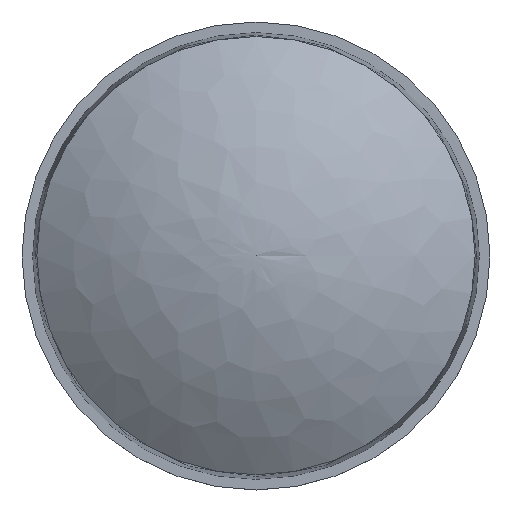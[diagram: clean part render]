
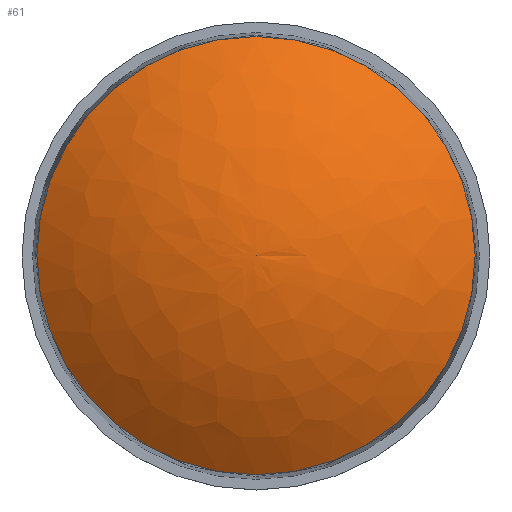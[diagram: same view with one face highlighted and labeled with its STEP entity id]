
A CAD part, top view. The second image highlights one B-rep face of the part: STEP entity #61.
In plain terms, the highlighted free-form (B-spline) face has degree [3, 3] with [15, 4] control points.
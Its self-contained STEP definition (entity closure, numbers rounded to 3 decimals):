
#22=FACE_OUTER_BOUND('',#27,.T.);
#27=EDGE_LOOP('',(#50,#51,#52));
#35=B_SPLINE_CURVE_WITH_KNOTS('',3,(#158,#159,#160,#161),.UNSPECIFIED.,
 .F.,.F.,(4,4),(0.,1.),.UNSPECIFIED.);
#36=CIRCLE('',#68,5.15);
#40=VERTEX_POINT('',#155);
#41=VERTEX_POINT('',#157);
#45=EDGE_CURVE('',#40,#40,#36,.T.);
#46=EDGE_CURVE('',#40,#41,#35,.T.);
#50=ORIENTED_EDGE('',*,*,#45,.F.);
#51=ORIENTED_EDGE('',*,*,#46,.T.);
#52=ORIENTED_EDGE('',*,*,#46,.F.);
#60=B_SPLINE_SURFACE_WITH_KNOTS('',3,3,((#95,#96,#97,#98),(#99,#100,#101,
#102),(#103,#104,#105,#106),(#107,#108,#109,#110),(#111,#112,#113,#114),
(#115,#116,#117,#118),(#119,#120,#121,#122),(#123,#124,#125,#126),(#127,
#128,#129,#130),(#131,#132,#133,#134),(#135,#136,#137,#138),(#139,#140,
#141,#142),(#143,#144,#145,#146),(#147,#148,#149,#150),(#151,#152,#153,
#154)),.UNSPECIFIED.,.T.,.F.,.F.,(4,1,1,1,1,1,1,1,1,1,1,1,4),(4,4),(0.,
0.083,0.167,0.25,0.333,0.417,
0.5,0.583,0.667,0.75,0.833,0.917,
1.),(0.,1.),.UNSPECIFIED.);
#61=ADVANCED_FACE('',(#22),#60,.F.);
#68=AXIS2_PLACEMENT_3D('',#156,#78,#79);
#78=DIRECTION('center_axis',(0.,0.,-1.));
#79=DIRECTION('ref_axis',(1.,0.,0.));
#95=CARTESIAN_POINT('Ctrl Pts',(5.15,0.,5.));
#96=CARTESIAN_POINT('Ctrl Pts',(3.434,0.,6.2));
#97=CARTESIAN_POINT('Ctrl Pts',(1.717,0.,6.8));
#98=CARTESIAN_POINT('Ctrl Pts',(0.,0.,6.8));
#99=CARTESIAN_POINT('Ctrl Pts',(5.15,-0.898,5.));
#100=CARTESIAN_POINT('Ctrl Pts',(3.433,-0.599,6.2));
#101=CARTESIAN_POINT('Ctrl Pts',(1.717,-0.299,6.8));
#102=CARTESIAN_POINT('Ctrl Pts',(0.,0.,6.8));
#103=CARTESIAN_POINT('Ctrl Pts',(4.669,-2.695,5.));
#104=CARTESIAN_POINT('Ctrl Pts',(3.113,-1.797,6.2));
#105=CARTESIAN_POINT('Ctrl Pts',(1.556,-0.898,6.8));
#106=CARTESIAN_POINT('Ctrl Pts',(0.,0.,6.8));
#107=CARTESIAN_POINT('Ctrl Pts',(2.696,-4.67,5.));
#108=CARTESIAN_POINT('Ctrl Pts',(1.798,-3.114,6.2));
#109=CARTESIAN_POINT('Ctrl Pts',(0.898,-1.556,6.8));
#110=CARTESIAN_POINT('Ctrl Pts',(0.,0.,6.8));
#111=CARTESIAN_POINT('Ctrl Pts',(0.,-5.391,
5.));
#112=CARTESIAN_POINT('Ctrl Pts',(0.,-3.594,
6.2));
#113=CARTESIAN_POINT('Ctrl Pts',(0.,-1.797,6.8));
#114=CARTESIAN_POINT('Ctrl Pts',(0.,0.,6.8));
#115=CARTESIAN_POINT('Ctrl Pts',(-2.695,-4.669,5.));
#116=CARTESIAN_POINT('Ctrl Pts',(-1.797,-3.113,6.2));
#117=CARTESIAN_POINT('Ctrl Pts',(-0.898,-1.556,6.8));
#118=CARTESIAN_POINT('Ctrl Pts',(0.,0.,6.8));
#119=CARTESIAN_POINT('Ctrl Pts',(-4.67,-2.696,5.));
#120=CARTESIAN_POINT('Ctrl Pts',(-3.114,-1.798,6.2));
#121=CARTESIAN_POINT('Ctrl Pts',(-1.556,-0.898,6.8));
#122=CARTESIAN_POINT('Ctrl Pts',(0.,0.,6.8));
#123=CARTESIAN_POINT('Ctrl Pts',(-5.391,0.,
5.));
#124=CARTESIAN_POINT('Ctrl Pts',(-3.594,0.,
6.2));
#125=CARTESIAN_POINT('Ctrl Pts',(-1.797,0.,
6.8));
#126=CARTESIAN_POINT('Ctrl Pts',(0.,0.,6.8));
#127=CARTESIAN_POINT('Ctrl Pts',(-4.67,2.696,5.));
#128=CARTESIAN_POINT('Ctrl Pts',(-3.114,1.798,6.2));
#129=CARTESIAN_POINT('Ctrl Pts',(-1.556,0.898,6.8));
#130=CARTESIAN_POINT('Ctrl Pts',(0.,0.,6.8));
#131=CARTESIAN_POINT('Ctrl Pts',(-2.695,4.669,5.));
#132=CARTESIAN_POINT('Ctrl Pts',(-1.797,3.113,6.2));
#133=CARTESIAN_POINT('Ctrl Pts',(-0.898,1.556,6.8));
#134=CARTESIAN_POINT('Ctrl Pts',(0.,0.,6.8));
#135=CARTESIAN_POINT('Ctrl Pts',(0.,5.391,
5.));
#136=CARTESIAN_POINT('Ctrl Pts',(0.,3.594,
6.2));
#137=CARTESIAN_POINT('Ctrl Pts',(0.,1.797,6.8));
#138=CARTESIAN_POINT('Ctrl Pts',(0.,0.,6.8));
#139=CARTESIAN_POINT('Ctrl Pts',(2.695,4.669,5.));
#140=CARTESIAN_POINT('Ctrl Pts',(1.797,3.113,6.2));
#141=CARTESIAN_POINT('Ctrl Pts',(0.898,1.556,6.8));
#142=CARTESIAN_POINT('Ctrl Pts',(0.,0.,6.8));
#143=CARTESIAN_POINT('Ctrl Pts',(4.669,2.696,5.));
#144=CARTESIAN_POINT('Ctrl Pts',(3.114,1.798,6.2));
#145=CARTESIAN_POINT('Ctrl Pts',(1.556,0.898,6.8));
#146=CARTESIAN_POINT('Ctrl Pts',(0.,0.,6.8));
#147=CARTESIAN_POINT('Ctrl Pts',(5.151,0.899,5.));
#148=CARTESIAN_POINT('Ctrl Pts',(3.434,0.599,6.2));
#149=CARTESIAN_POINT('Ctrl Pts',(1.717,0.299,6.8));
#150=CARTESIAN_POINT('Ctrl Pts',(0.,0.,6.8));
#151=CARTESIAN_POINT('Ctrl Pts',(5.15,0.,
5.));
#152=CARTESIAN_POINT('Ctrl Pts',(3.434,0.,
6.2));
#153=CARTESIAN_POINT('Ctrl Pts',(1.717,0.,6.8));
#154=CARTESIAN_POINT('Ctrl Pts',(0.,0.,6.8));
#155=CARTESIAN_POINT('',(5.15,0.,5.));
#156=CARTESIAN_POINT('Origin',(0.,0.,5.));
#157=CARTESIAN_POINT('',(0.,0.,6.8));
#158=CARTESIAN_POINT('Ctrl Pts',(5.15,0.,5.));
#159=CARTESIAN_POINT('Ctrl Pts',(3.433,0.,
6.2));
#160=CARTESIAN_POINT('Ctrl Pts',(1.717,0.,
6.8));
#161=CARTESIAN_POINT('Ctrl Pts',(0.,0.,6.8));
